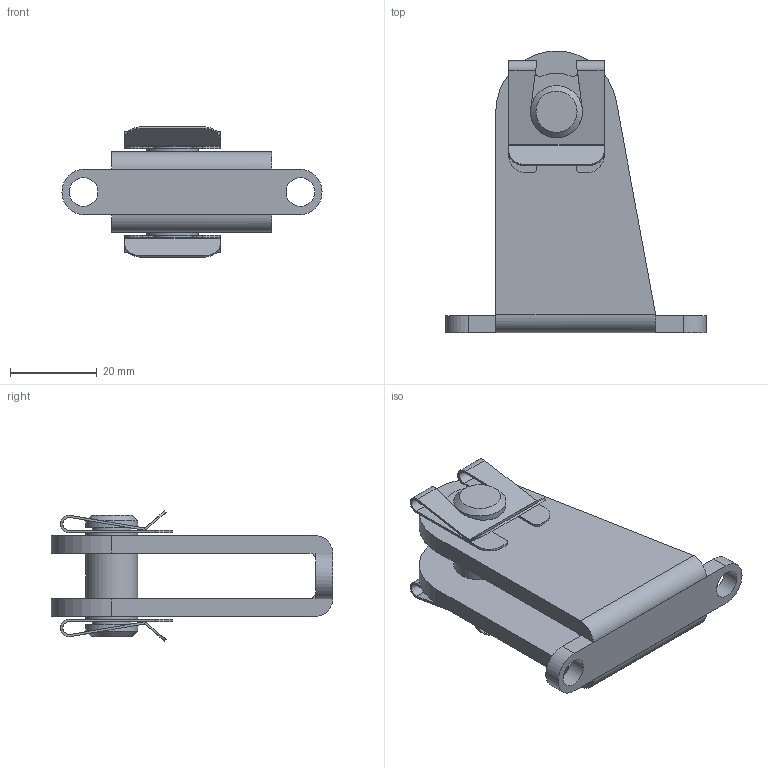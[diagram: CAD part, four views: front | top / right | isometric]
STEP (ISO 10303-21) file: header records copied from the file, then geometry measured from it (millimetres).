
FILE_DESCRIPTION(/* description */ ('STEP AP214'),/* implementation_level */ '2;1');
FILE_NAME(/* name */ '163965_LZF-40',/* time_stamp */ '2024-09-05T02:45:42+02:00',/* author */ ('License CC BY-ND 4.0'),/* organization */ ('CADENAS'),/* preprocessor_version */ 'ST-DEVELOPER v19.3',/* originating_system */ 'PARTsolutions',/* authorisation */ ' ');
FILE_SCHEMA (('AUTOMOTIVE_DESIGN {1 0 10303 214 3 1 1}'));
Length unit declared in the file: millimetre
Products named in the file (4): 163965 LZF-40; 163965 LZF-40---(L); 369464 BZ-12-020,0-AA (28); 209821 12 SXN 08 VERZINKT:SL
Assembly tree (4 placements, depth 2):
  163965 LZF-40
    163965 LZF-40---(L)
    369464 BZ-12-020,0-AA (28)
    209821 12 SXN 08 VERZINKT:SL  x2
Bounding box: 60 x 65 x 30.15 mm (x, y, z)
Volume: 20690.7 mm3; surface area: 14987 mm2
Topology: 4 solids, 4 shells, 103 faces, 284 edges, 189 vertices
Faces by surface type: cylinder 51, plane 50, cone 2
Full cylindrical faces by diameter (mm): 6.6 x2, 9 x2, 12 x5
Entity records: 2274 total; most frequent: DIRECTION 398, CARTESIAN_POINT 372, ORIENTED_EDGE 348, EDGE_CURVE 174, AXIS2_PLACEMENT_3D 148, VERTEX_POINT 122, LINE 102, VECTOR 102
